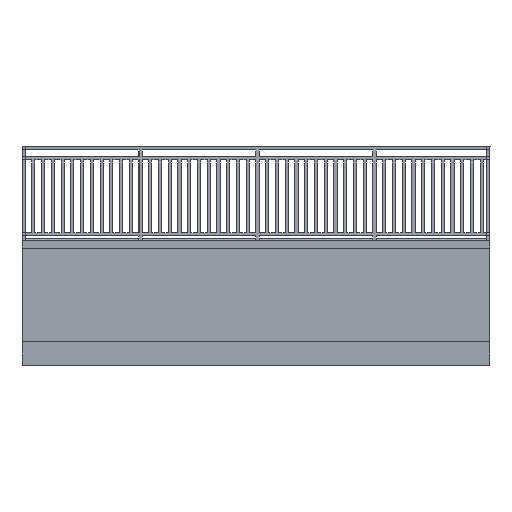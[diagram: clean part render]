
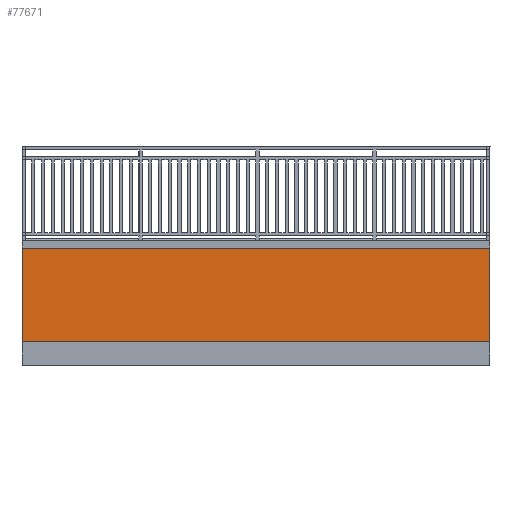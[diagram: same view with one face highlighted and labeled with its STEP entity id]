
A CAD part, left-side view. The second image highlights one B-rep face of the part: STEP entity #77671.
In plain terms, the highlighted planar face has unit normal (-1, 0, 0).
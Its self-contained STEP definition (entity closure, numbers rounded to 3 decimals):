
#5281=PLANE('',#82195);
#9295=FACE_OUTER_BOUND('',#13473,.T.);
#13473=EDGE_LOOP('',(#53295,#53296,#53297,#53298));
#18035=LINE('',#115611,#25515);
#18036=LINE('',#115613,#25516);
#18037=LINE('',#115615,#25517);
#18038=LINE('',#115616,#25518);
#25515=VECTOR('',#90858,0.039);
#25516=VECTOR('',#90859,0.039);
#25517=VECTOR('',#90860,0.039);
#25518=VECTOR('',#90861,0.039);
#33055=VERTEX_POINT('',#115609);
#33056=VERTEX_POINT('',#115610);
#33057=VERTEX_POINT('',#115612);
#33058=VERTEX_POINT('',#115614);
#41137=EDGE_CURVE('',#33055,#33056,#18035,.T.);
#41138=EDGE_CURVE('',#33056,#33057,#18036,.T.);
#41139=EDGE_CURVE('',#33057,#33058,#18037,.T.);
#41140=EDGE_CURVE('',#33058,#33055,#18038,.T.);
#53295=ORIENTED_EDGE('',*,*,#41137,.T.);
#53296=ORIENTED_EDGE('',*,*,#41138,.T.);
#53297=ORIENTED_EDGE('',*,*,#41139,.T.);
#53298=ORIENTED_EDGE('',*,*,#41140,.T.);
#77671=ADVANCED_FACE('',(#9295),#5281,.T.);
#82195=AXIS2_PLACEMENT_3D('',#115608,#90856,#90857);
#90856=DIRECTION('center_axis',(-1.,0.,0.));
#90857=DIRECTION('ref_axis',(0.,0.,1.));
#90858=DIRECTION('',(0.,1.,0.));
#90859=DIRECTION('',(0.,0.,-1.));
#90860=DIRECTION('',(0.,-1.,0.));
#90861=DIRECTION('',(0.,0.,1.));
#115608=CARTESIAN_POINT('Origin',(0.,118.11,
35.433));
#115609=CARTESIAN_POINT('',(0.,0.,59.055));
#115610=CARTESIAN_POINT('',(0.,236.22,59.055));
#115611=CARTESIAN_POINT('',(0.,0.,59.055));
#115612=CARTESIAN_POINT('',(0.,236.22,11.811));
#115613=CARTESIAN_POINT('',(0.,236.22,59.055));
#115614=CARTESIAN_POINT('',(0.,0.,11.811));
#115615=CARTESIAN_POINT('',(0.,236.22,11.811));
#115616=CARTESIAN_POINT('',(0.,0.,11.811));
